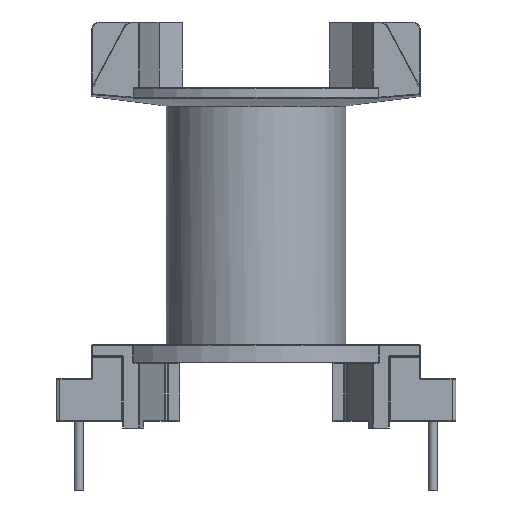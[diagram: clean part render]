
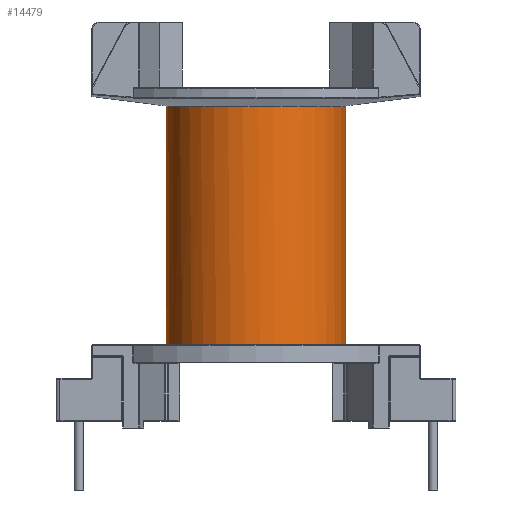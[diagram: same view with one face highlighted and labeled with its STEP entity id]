
A CAD part, front view. The second image highlights one B-rep face of the part: STEP entity #14479.
In plain terms, the highlighted cylindrical face has radius 11.6 mm (diameter 23.2 mm), a full revolution.
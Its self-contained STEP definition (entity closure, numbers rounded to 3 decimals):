
#773=LINE('',#26089,#1675);
#1675=VECTOR('',#17826,11.6);
#2576=CYLINDRICAL_SURFACE('',#15671,11.6);
#3041=FACE_OUTER_BOUND('',#4052,.T.);
#4052=EDGE_LOOP('',(#9977,#9978,#9979,#9980,#9981,#9982));
#5086=CIRCLE('',#15665,11.6);
#5087=CIRCLE('',#15666,11.6);
#5091=CIRCLE('',#15672,11.6);
#5092=CIRCLE('',#15673,11.6);
#6228=VERTEX_POINT('',#25955);
#6229=VERTEX_POINT('',#25957);
#6255=VERTEX_POINT('',#26085);
#6256=VERTEX_POINT('',#26086);
#7579=EDGE_CURVE('',#6228,#6229,#5086,.T.);
#7580=EDGE_CURVE('',#6229,#6228,#5087,.T.);
#7608=EDGE_CURVE('',#6255,#6256,#5091,.T.);
#7609=EDGE_CURVE('',#6256,#6255,#5092,.T.);
#7610=EDGE_CURVE('',#6256,#6228,#773,.T.);
#9977=ORIENTED_EDGE('',*,*,#7608,.F.);
#9978=ORIENTED_EDGE('',*,*,#7609,.F.);
#9979=ORIENTED_EDGE('',*,*,#7610,.T.);
#9980=ORIENTED_EDGE('',*,*,#7580,.F.);
#9981=ORIENTED_EDGE('',*,*,#7579,.F.);
#9982=ORIENTED_EDGE('',*,*,#7610,.F.);
#14479=ADVANCED_FACE('',(#3041),#2576,.T.);
#15665=AXIS2_PLACEMENT_3D('',#25958,#17807,#17808);
#15666=AXIS2_PLACEMENT_3D('',#25959,#17809,#17810);
#15671=AXIS2_PLACEMENT_3D('',#26084,#17820,#17821);
#15672=AXIS2_PLACEMENT_3D('',#26087,#17822,#17823);
#15673=AXIS2_PLACEMENT_3D('',#26088,#17824,#17825);
#17807=DIRECTION('center_axis',(0.,0.,1.));
#17808=DIRECTION('ref_axis',(-0.903,-0.429,0.));
#17809=DIRECTION('center_axis',(0.,0.,1.));
#17810=DIRECTION('ref_axis',(-0.903,-0.429,0.));
#17820=DIRECTION('center_axis',(0.,0.,-1.));
#17821=DIRECTION('ref_axis',(-1.,0.,0.));
#17822=DIRECTION('center_axis',(0.,0.,-1.));
#17823=DIRECTION('ref_axis',(0.995,0.098,0.));
#17824=DIRECTION('center_axis',(0.,0.,-1.));
#17825=DIRECTION('ref_axis',(0.995,0.098,0.));
#17826=DIRECTION('',(0.,0.,1.));
#25955=CARTESIAN_POINT('',(11.6,0.,41.593));
#25957=CARTESIAN_POINT('',(10.479,4.974,41.593));
#25958=CARTESIAN_POINT('Origin',(0.,0.,41.593));
#25959=CARTESIAN_POINT('Origin',(0.,0.,41.593));
#26084=CARTESIAN_POINT('Origin',(0.,0.,26.25));
#26085=CARTESIAN_POINT('',(-11.545,-1.133,10.916));
#26086=CARTESIAN_POINT('',(11.6,0.,10.916));
#26087=CARTESIAN_POINT('Origin',(0.,0.,10.916));
#26088=CARTESIAN_POINT('Origin',(0.,0.,10.916));
#26089=CARTESIAN_POINT('',(11.6,0.,26.25));
